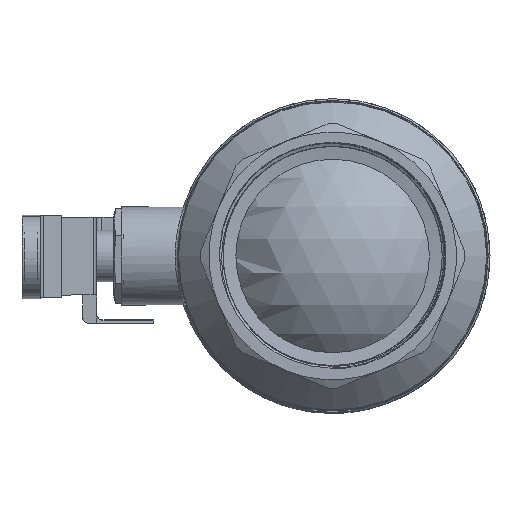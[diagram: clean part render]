
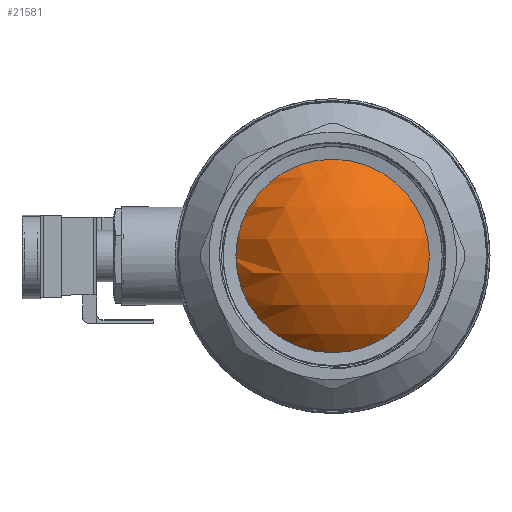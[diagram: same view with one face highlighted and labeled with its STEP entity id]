
A CAD part, left-side view. The second image highlights one B-rep face of the part: STEP entity #21581.
In plain terms, the highlighted spherical face has radius 53.5 mm.
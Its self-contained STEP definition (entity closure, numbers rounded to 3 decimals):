
#59=SPHERICAL_SURFACE('',#22991,53.5);
#1296=FACE_BOUND('',#3501,.T.);
#1297=FACE_BOUND('',#3502,.T.);
#1298=FACE_BOUND('',#3503,.T.);
#2271=FACE_OUTER_BOUND('',#3500,.T.);
#3500=EDGE_LOOP('',(#18377,#18378,#18379,#18380,#18381,#18382,#18383));
#3501=EDGE_LOOP('',(#18384));
#3502=EDGE_LOOP('',(#18385,#18386,#18387,#18388));
#3503=EDGE_LOOP('',(#18389));
#3986=CIRCLE('',#22990,18.75);
#3987=CIRCLE('',#22992,40.5);
#3988=CIRCLE('',#22993,53.5);
#3989=CIRCLE('',#22994,40.5);
#3990=CIRCLE('',#22995,53.5);
#3991=CIRCLE('',#22996,40.5);
#3992=CIRCLE('',#22997,52.738);
#3993=CIRCLE('',#22998,52.738);
#3994=CIRCLE('',#22999,40.5);
#4921=B_SPLINE_CURVE_WITH_KNOTS('',3,(#50159,#50160,#50161,#50162,#50163,
#50164,#50165,#50166,#50167,#50168),.UNSPECIFIED.,.F.,.F.,(4,2,2,2,4),(8.148,
8.186,9.031,9.876,9.914),
 .UNSPECIFIED.);
#4922=B_SPLINE_CURVE_WITH_KNOTS('',3,(#50171,#50172,#50173,#50174,#50175,
#50176,#50177,#50178,#50179,#50180,#50181),.UNSPECIFIED.,.F.,.F.,(4,2,3,
2,4),(17.179,17.217,18.062,18.907,
18.944),.UNSPECIFIED.);
#9883=VERTEX_POINT('',#50141);
#9884=VERTEX_POINT('',#50145);
#9885=VERTEX_POINT('',#50146);
#9886=VERTEX_POINT('',#50148);
#9887=VERTEX_POINT('',#50150);
#9888=VERTEX_POINT('',#50152);
#9889=VERTEX_POINT('',#50155);
#9890=VERTEX_POINT('',#50156);
#9891=VERTEX_POINT('',#50158);
#9892=VERTEX_POINT('',#50169);
#9893=VERTEX_POINT('',#50182);
#12763=EDGE_CURVE('',#9883,#9883,#3986,.T.);
#12764=EDGE_CURVE('',#9884,#9885,#3987,.F.);
#12765=EDGE_CURVE('',#9885,#9886,#3988,.T.);
#12766=EDGE_CURVE('',#9885,#9887,#3989,.F.);
#12767=EDGE_CURVE('',#9888,#9887,#3990,.T.);
#12768=EDGE_CURVE('',#9887,#9884,#3991,.F.);
#12769=EDGE_CURVE('',#9889,#9890,#3992,.F.);
#12770=EDGE_CURVE('',#9891,#9889,#4921,.F.);
#12771=EDGE_CURVE('',#9892,#9891,#3993,.T.);
#12772=EDGE_CURVE('',#9890,#9892,#4922,.F.);
#12773=EDGE_CURVE('',#9893,#9893,#3994,.T.);
#18377=ORIENTED_EDGE('',*,*,#12764,.T.);
#18378=ORIENTED_EDGE('',*,*,#12765,.T.);
#18379=ORIENTED_EDGE('',*,*,#12765,.F.);
#18380=ORIENTED_EDGE('',*,*,#12766,.T.);
#18381=ORIENTED_EDGE('',*,*,#12767,.F.);
#18382=ORIENTED_EDGE('',*,*,#12767,.T.);
#18383=ORIENTED_EDGE('',*,*,#12768,.T.);
#18384=ORIENTED_EDGE('',*,*,#12763,.T.);
#18385=ORIENTED_EDGE('',*,*,#12769,.F.);
#18386=ORIENTED_EDGE('',*,*,#12770,.F.);
#18387=ORIENTED_EDGE('',*,*,#12771,.F.);
#18388=ORIENTED_EDGE('',*,*,#12772,.F.);
#18389=ORIENTED_EDGE('',*,*,#12773,.F.);
#21581=ADVANCED_FACE('',(#2271,#1296,#1297,#1298),#59,.F.);
#22990=AXIS2_PLACEMENT_3D('',#50143,#26668,#26669);
#22991=AXIS2_PLACEMENT_3D('',#50144,#26670,#26671);
#22992=AXIS2_PLACEMENT_3D('',#50147,#26672,#26673);
#22993=AXIS2_PLACEMENT_3D('',#50149,#26674,#26675);
#22994=AXIS2_PLACEMENT_3D('',#50151,#26676,#26677);
#22995=AXIS2_PLACEMENT_3D('',#50153,#26678,#26679);
#22996=AXIS2_PLACEMENT_3D('',#50154,#26680,#26681);
#22997=AXIS2_PLACEMENT_3D('',#50157,#26682,#26683);
#22998=AXIS2_PLACEMENT_3D('',#50170,#26684,#26685);
#22999=AXIS2_PLACEMENT_3D('',#50183,#26686,#26687);
#26668=DIRECTION('center_axis',(0.,-1.,0.));
#26669=DIRECTION('ref_axis',(1.,0.,0.));
#26670=DIRECTION('center_axis',(0.,0.,1.));
#26671=DIRECTION('ref_axis',(1.,0.,0.));
#26672=DIRECTION('center_axis',(1.,0.,0.));
#26673=DIRECTION('ref_axis',(0.,1.,0.));
#26674=DIRECTION('center_axis',(0.,1.,0.));
#26675=DIRECTION('ref_axis',(-1.,0.,0.));
#26676=DIRECTION('center_axis',(1.,0.,0.));
#26677=DIRECTION('ref_axis',(0.,1.,0.));
#26678=DIRECTION('center_axis',(0.,1.,0.));
#26679=DIRECTION('ref_axis',(-1.,0.,0.));
#26680=DIRECTION('center_axis',(1.,0.,0.));
#26681=DIRECTION('ref_axis',(0.,1.,0.));
#26682=DIRECTION('center_axis',(1.,0.,0.));
#26683=DIRECTION('ref_axis',(0.,0.,1.));
#26684=DIRECTION('center_axis',(1.,0.,0.));
#26685=DIRECTION('ref_axis',(0.,0.,1.));
#26686=DIRECTION('center_axis',(-1.,0.,0.));
#26687=DIRECTION('ref_axis',(0.,1.,0.));
#50141=CARTESIAN_POINT('',(-18.75,-50.107,0.));
#50143=CARTESIAN_POINT('Origin',(0.,-50.107,0.));
#50144=CARTESIAN_POINT('Origin',(0.,0.,0.));
#50145=CARTESIAN_POINT('',(-34.957,-40.5,0.));
#50146=CARTESIAN_POINT('',(-34.957,0.,40.5));
#50147=CARTESIAN_POINT('Origin',(-34.957,0.,0.));
#50148=CARTESIAN_POINT('',(0.,0.,
53.5));
#50149=CARTESIAN_POINT('Origin',(0.,0.,0.));
#50150=CARTESIAN_POINT('',(-34.957,0.,-40.5));
#50151=CARTESIAN_POINT('Origin',(-34.957,0.,0.));
#50152=CARTESIAN_POINT('',(0.,0.,
-53.5));
#50153=CARTESIAN_POINT('Origin',(0.,0.,0.));
#50154=CARTESIAN_POINT('Origin',(-34.957,0.,0.));
#50155=CARTESIAN_POINT('',(-9.,47.792,22.298));
#50156=CARTESIAN_POINT('',(-9.,47.792,-22.298));
#50157=CARTESIAN_POINT('Origin',(-9.,0.,0.));
#50158=CARTESIAN_POINT('',(9.,47.792,22.298));
#50159=CARTESIAN_POINT('Ctrl Pts',(-9.,47.792,22.298));
#50160=CARTESIAN_POINT('Ctrl Pts',(-8.871,47.806,22.319));
#50161=CARTESIAN_POINT('Ctrl Pts',(-8.743,47.82,22.34));
#50162=CARTESIAN_POINT('Ctrl Pts',(-5.731,48.14,22.815));
#50163=CARTESIAN_POINT('Ctrl Pts',(-2.817,48.292,23.025));
#50164=CARTESIAN_POINT('Ctrl Pts',(2.817,48.292,23.025));
#50165=CARTESIAN_POINT('Ctrl Pts',(5.731,48.14,22.815));
#50166=CARTESIAN_POINT('Ctrl Pts',(8.743,47.82,22.34));
#50167=CARTESIAN_POINT('Ctrl Pts',(8.871,47.806,22.319));
#50168=CARTESIAN_POINT('Ctrl Pts',(9.,47.792,22.298));
#50169=CARTESIAN_POINT('',(9.,47.792,-22.298));
#50170=CARTESIAN_POINT('Origin',(9.,0.,0.));
#50171=CARTESIAN_POINT('Ctrl Pts',(9.,47.792,-22.298));
#50172=CARTESIAN_POINT('Ctrl Pts',(8.871,47.806,-22.319));
#50173=CARTESIAN_POINT('Ctrl Pts',(8.743,47.82,-22.34));
#50174=CARTESIAN_POINT('Ctrl Pts',(5.731,48.14,-22.815));
#50175=CARTESIAN_POINT('Ctrl Pts',(2.817,48.292,-23.025));
#50176=CARTESIAN_POINT('Ctrl Pts',(0.,48.292,-23.025));
#50177=CARTESIAN_POINT('Ctrl Pts',(-2.817,48.292,-23.025));
#50178=CARTESIAN_POINT('Ctrl Pts',(-5.731,48.14,-22.815));
#50179=CARTESIAN_POINT('Ctrl Pts',(-8.743,47.82,-22.34));
#50180=CARTESIAN_POINT('Ctrl Pts',(-8.871,47.806,-22.319));
#50181=CARTESIAN_POINT('Ctrl Pts',(-9.,47.792,-22.298));
#50182=CARTESIAN_POINT('',(34.957,-40.5,0.));
#50183=CARTESIAN_POINT('Origin',(34.957,0.,0.));
